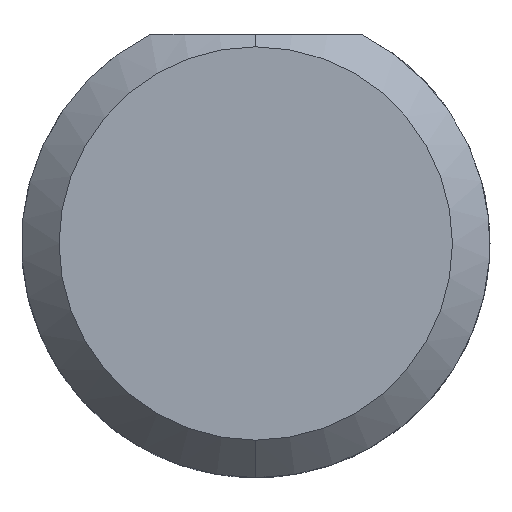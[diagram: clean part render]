
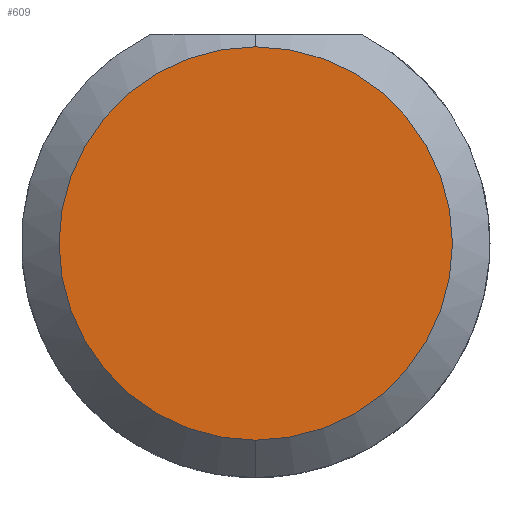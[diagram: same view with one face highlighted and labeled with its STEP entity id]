
A CAD part, left-side view. The second image highlights one B-rep face of the part: STEP entity #609.
In plain terms, the highlighted planar face has unit normal (-1, 0, 0).
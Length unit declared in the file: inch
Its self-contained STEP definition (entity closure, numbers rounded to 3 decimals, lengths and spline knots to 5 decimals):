
#1 = FACE_OUTER_BOUND ( 'NONE', #57, .T. ) ;
#37 = AXIS2_PLACEMENT_3D ( 'NONE', #146, #197, #537 ) ;
#57 = EDGE_LOOP ( 'NONE', ( #205, #144 ) ) ;
#78 = DIRECTION ( 'NONE',  ( -1., 0., 0. ) ) ;
#144 = ORIENTED_EDGE ( 'NONE', *, *, #551, .T. ) ;
#146 = CARTESIAN_POINT ( 'NONE',  ( 0., 0., 0. ) ) ;
#159 = VERTEX_POINT ( 'NONE', #247 ) ;
#191 = AXIS2_PLACEMENT_3D ( 'NONE', #558, #78, #419 ) ;
#195 = PLANE ( 'NONE',  #37 ) ;
#197 = DIRECTION ( 'NONE',  ( 1., 0., 0. ) ) ;
#199 = AXIS2_PLACEMENT_3D ( 'NONE', #438, #539, #330 ) ;
#205 = ORIENTED_EDGE ( 'NONE', *, *, #368, .T. ) ;
#247 = CARTESIAN_POINT ( 'NONE',  ( 0., 0., -0.0786 ) ) ;
#303 = VERTEX_POINT ( 'NONE', #307 ) ;
#307 = CARTESIAN_POINT ( 'NONE',  ( 0., 0., 0.0786 ) ) ;
#330 = DIRECTION ( 'NONE',  ( 0., 0., 1. ) ) ;
#368 = EDGE_CURVE ( 'NONE', #159, #303, #571, .T. ) ;
#391 = CIRCLE ( 'NONE', #199, 0.0786 ) ;
#419 = DIRECTION ( 'NONE',  ( 0., 0., 1. ) ) ;
#438 = CARTESIAN_POINT ( 'NONE',  ( 0., 0., 0. ) ) ;
#537 = DIRECTION ( 'NONE',  ( 0., 0., -1. ) ) ;
#539 = DIRECTION ( 'NONE',  ( -1., 0., 0. ) ) ;
#551 = EDGE_CURVE ( 'NONE', #303, #159, #391, .T. ) ;
#558 = CARTESIAN_POINT ( 'NONE',  ( 0., 0., 0. ) ) ;
#571 = CIRCLE ( 'NONE', #191, 0.0786 ) ;
#609 = ADVANCED_FACE ( 'NONE', ( #1 ), #195, .F. ) ;
